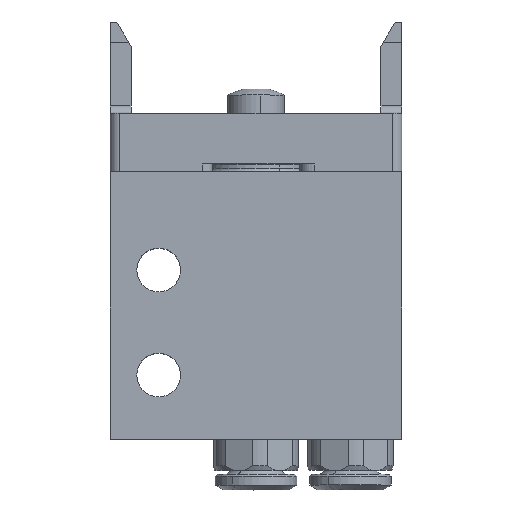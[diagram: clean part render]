
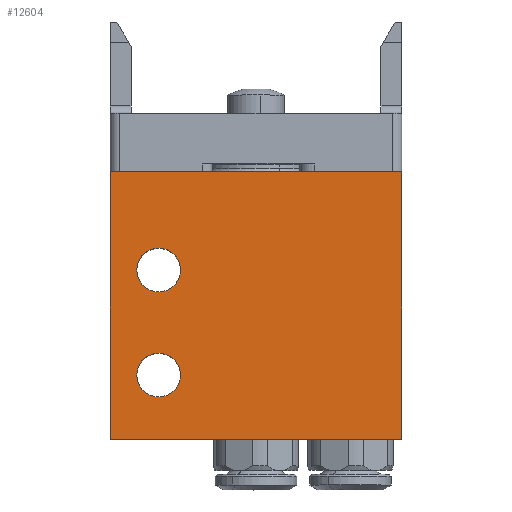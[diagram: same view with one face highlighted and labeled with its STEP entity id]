
A CAD part, top view. The second image highlights one B-rep face of the part: STEP entity #12604.
In plain terms, the highlighted planar face has unit normal (0, 0, 1).
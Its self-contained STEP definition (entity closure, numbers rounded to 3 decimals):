
#124 = LINE ( 'NONE', #496, #9347 ) ;
#271 = AXIS2_PLACEMENT_3D ( 'NONE', #8169, #2033, #4415 ) ;
#496 = CARTESIAN_POINT ( 'NONE',  ( 0., 27.5, 15. ) ) ;
#524 = VECTOR ( 'NONE', #9147, 1000. ) ;
#1396 = FACE_BOUND ( 'NONE', #6452, .T. ) ;
#1550 = VERTEX_POINT ( 'NONE', #4274 ) ;
#1825 = DIRECTION ( 'NONE',  ( -1., 0., 0. ) ) ;
#2033 = DIRECTION ( 'NONE',  ( 0., 0., -1. ) ) ;
#2179 = ORIENTED_EDGE ( 'NONE', *, *, #5834, .T. ) ;
#2585 = EDGE_CURVE ( 'NONE', #12310, #9573, #13759, .T. ) ;
#2702 = CARTESIAN_POINT ( 'NONE',  ( 0., 27.5, 15. ) ) ;
#2816 = CIRCLE ( 'NONE', #8014, 2.25 ) ;
#3110 = FACE_BOUND ( 'NONE', #7348, .T. ) ;
#3230 = ORIENTED_EDGE ( 'NONE', *, *, #5186, .F. ) ;
#3247 = VERTEX_POINT ( 'NONE', #2702 ) ;
#3472 = AXIS2_PLACEMENT_3D ( 'NONE', #5451, #10077, #6591 ) ;
#3695 = VERTEX_POINT ( 'NONE', #4967 ) ;
#3750 = DIRECTION ( 'NONE',  ( 1., 0., 0. ) ) ;
#3760 = LINE ( 'NONE', #4452, #524 ) ;
#4223 = EDGE_CURVE ( 'NONE', #9573, #12310, #2816, .T. ) ;
#4274 = CARTESIAN_POINT ( 'NONE',  ( 30., 27.5, 15. ) ) ;
#4415 = DIRECTION ( 'NONE',  ( -1., 0., 0. ) ) ;
#4452 = CARTESIAN_POINT ( 'NONE',  ( 30., 0., 15. ) ) ;
#4537 = EDGE_CURVE ( 'NONE', #3247, #3695, #11605, .T. ) ;
#4683 = ORIENTED_EDGE ( 'NONE', *, *, #2585, .F. ) ;
#4921 = CARTESIAN_POINT ( 'NONE',  ( 2.75, 17.4, 15. ) ) ;
#4948 = DIRECTION ( 'NONE',  ( 0., 0., 1. ) ) ;
#4967 = CARTESIAN_POINT ( 'NONE',  ( 0., 0., 15. ) ) ;
#5100 = DIRECTION ( 'NONE',  ( 0., 0., 1. ) ) ;
#5186 = EDGE_CURVE ( 'NONE', #5594, #9460, #7648, .T. ) ;
#5451 = CARTESIAN_POINT ( 'NONE',  ( 5., 6.6, 15. ) ) ;
#5594 = VERTEX_POINT ( 'NONE', #4921 ) ;
#5775 = CARTESIAN_POINT ( 'NONE',  ( 7.25, 6.6, 15. ) ) ;
#5788 = VECTOR ( 'NONE', #14807, 1000. ) ;
#5834 = EDGE_CURVE ( 'NONE', #3695, #11360, #14766, .T. ) ;
#6037 = CARTESIAN_POINT ( 'NONE',  ( 5., 17.4, 15. ) ) ;
#6452 = EDGE_LOOP ( 'NONE', ( #10224, #4683 ) ) ;
#6591 = DIRECTION ( 'NONE',  ( 1., 0., 0. ) ) ;
#6639 = ORIENTED_EDGE ( 'NONE', *, *, #10374, .T. ) ;
#6751 = VECTOR ( 'NONE', #14150, 1000. ) ;
#7348 = EDGE_LOOP ( 'NONE', ( #9678, #3230 ) ) ;
#7648 = CIRCLE ( 'NONE', #14337, 2.25 ) ;
#7727 = EDGE_CURVE ( 'NONE', #9460, #5594, #9443, .T. ) ;
#8014 = AXIS2_PLACEMENT_3D ( 'NONE', #14429, #4948, #3750 ) ;
#8169 = CARTESIAN_POINT ( 'NONE',  ( 0., 27.5, 15. ) ) ;
#8555 = CARTESIAN_POINT ( 'NONE',  ( 5., 17.4, 15. ) ) ;
#9147 = DIRECTION ( 'NONE',  ( 0., 1., 0. ) ) ;
#9347 = VECTOR ( 'NONE', #1825, 1000. ) ;
#9443 = CIRCLE ( 'NONE', #14952, 2.25 ) ;
#9460 = VERTEX_POINT ( 'NONE', #12812 ) ;
#9555 = CARTESIAN_POINT ( 'NONE',  ( 2.75, 6.6, 15. ) ) ;
#9573 = VERTEX_POINT ( 'NONE', #5775 ) ;
#9678 = ORIENTED_EDGE ( 'NONE', *, *, #7727, .F. ) ;
#9839 = DIRECTION ( 'NONE',  ( 1., 0., 0. ) ) ;
#10077 = DIRECTION ( 'NONE',  ( 0., 0., 1. ) ) ;
#10224 = ORIENTED_EDGE ( 'NONE', *, *, #4223, .F. ) ;
#10374 = EDGE_CURVE ( 'NONE', #1550, #3247, #124, .T. ) ;
#10942 = DIRECTION ( 'NONE',  ( 1., 0., 0. ) ) ;
#11190 = CARTESIAN_POINT ( 'NONE',  ( 0., 0., 15. ) ) ;
#11296 = EDGE_LOOP ( 'NONE', ( #12471, #2179, #13009, #6639 ) ) ;
#11360 = VERTEX_POINT ( 'NONE', #15050 ) ;
#11605 = LINE ( 'NONE', #12881, #6751 ) ;
#12310 = VERTEX_POINT ( 'NONE', #9555 ) ;
#12471 = ORIENTED_EDGE ( 'NONE', *, *, #4537, .T. ) ;
#12492 = FACE_OUTER_BOUND ( 'NONE', #11296, .T. ) ;
#12604 = ADVANCED_FACE ( 'NONE', ( #3110, #1396, #12492 ), #12921, .F. ) ;
#12812 = CARTESIAN_POINT ( 'NONE',  ( 7.25, 17.4, 15. ) ) ;
#12881 = CARTESIAN_POINT ( 'NONE',  ( 0., 0., 15. ) ) ;
#12921 = PLANE ( 'NONE',  #271 ) ;
#13009 = ORIENTED_EDGE ( 'NONE', *, *, #14564, .T. ) ;
#13759 = CIRCLE ( 'NONE', #3472, 2.25 ) ;
#14150 = DIRECTION ( 'NONE',  ( 0., -1., 0. ) ) ;
#14337 = AXIS2_PLACEMENT_3D ( 'NONE', #8555, #5100, #10942 ) ;
#14429 = CARTESIAN_POINT ( 'NONE',  ( 5., 6.6, 15. ) ) ;
#14564 = EDGE_CURVE ( 'NONE', #11360, #1550, #3760, .T. ) ;
#14766 = LINE ( 'NONE', #11190, #5788 ) ;
#14807 = DIRECTION ( 'NONE',  ( 1., 0., 0. ) ) ;
#14952 = AXIS2_PLACEMENT_3D ( 'NONE', #6037, #15551, #9839 ) ;
#15050 = CARTESIAN_POINT ( 'NONE',  ( 30., 0., 15. ) ) ;
#15551 = DIRECTION ( 'NONE',  ( 0., 0., 1. ) ) ;
